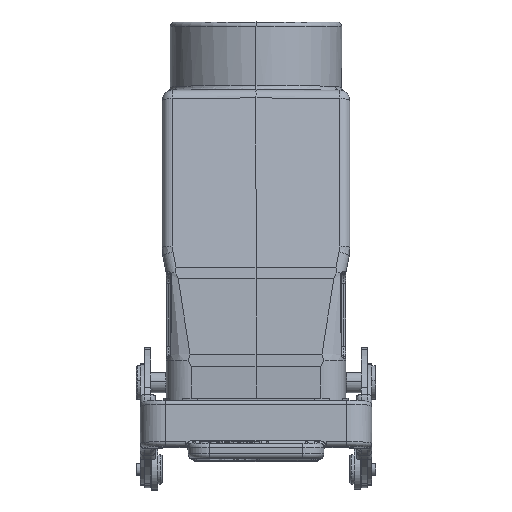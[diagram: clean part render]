
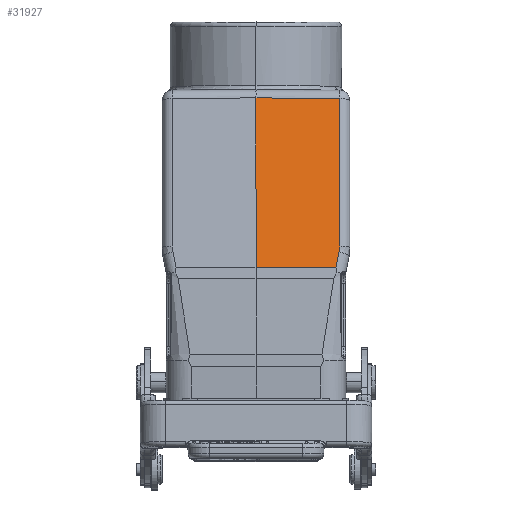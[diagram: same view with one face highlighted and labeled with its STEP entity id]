
A CAD part, top view. The second image highlights one B-rep face of the part: STEP entity #31927.
In plain terms, the highlighted planar face has unit normal (0.009, 0.19, 0.982).
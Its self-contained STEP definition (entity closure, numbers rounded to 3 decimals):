
#1309=DIRECTION('',(0.,0.982,-0.19));
#1310=VECTOR('',#1309,41.382);
#1311=CARTESIAN_POINT('',(0.,-21.241,
44.49));
#1312=LINE('',#1311,#1310);
#1313=DIRECTION('',(1.,-0.009,-0.007));
#1314=VECTOR('',#1313,20.023);
#1315=CARTESIAN_POINT('',(0.,19.39,
36.641));
#1316=LINE('',#1315,#1314);
#1317=CARTESIAN_POINT('',(20.022,-16.12,43.323));
#1318=CARTESIAN_POINT('',(20.022,-16.614,43.419));
#1319=CARTESIAN_POINT('',(19.973,-17.107,43.514));
#1320=CARTESIAN_POINT('',(19.876,-17.591,43.609));
#1322=DIRECTION('',(-0.193,-0.963,0.188));
#1323=VECTOR('',#1322,3.79);
#1324=CARTESIAN_POINT('',(19.876,-17.591,43.609));
#1325=LINE('',#1324,#1323);
#1326=DIRECTION('',(-1.,0.,0.009));
#1327=VECTOR('',#1326,19.147);
#1328=CARTESIAN_POINT('',(19.146,-21.241,44.32));
#1329=LINE('',#1328,#1327);
#20743=DIRECTION('',(0.,0.982,-0.19));
#20744=VECTOR('',#20743,35.988);
#20745=CARTESIAN_POINT('',(20.022,-16.12,
43.323));
#20746=LINE('',#20745,#20744);
#25271=CARTESIAN_POINT('',(19.876,-17.591,
43.609));
#25272=CARTESIAN_POINT('',(19.146,-21.241,
44.32));
#25273=VERTEX_POINT('',#25271);
#25274=VERTEX_POINT('',#25272);
#25278=CARTESIAN_POINT('',(0.,-21.241,
44.49));
#25279=CARTESIAN_POINT('',(0.,19.39,
36.641));
#25280=VERTEX_POINT('',#25278);
#25281=VERTEX_POINT('',#25279);
#25282=CARTESIAN_POINT('',(20.022,19.215,36.497));
#25283=VERTEX_POINT('',#25282);
#25284=CARTESIAN_POINT('',(20.022,-16.12,
43.323));
#25285=VERTEX_POINT('',#25284);
#31909=CARTESIAN_POINT('',(0.,-22.585,44.75));
#31910=DIRECTION('',(0.009,0.19,0.982));
#31911=DIRECTION('',(0.,-0.982,0.19));
#31912=AXIS2_PLACEMENT_3D('',#31909,#31910,#31911);
#31913=PLANE('',#31912);
#31915=ORIENTED_EDGE('',*,*,#31914,.T.);
#31917=ORIENTED_EDGE('',*,*,#31916,.T.);
#31919=ORIENTED_EDGE('',*,*,#31918,.F.);
#31921=ORIENTED_EDGE('',*,*,#31920,.T.);
#31922=ORIENTED_EDGE('',*,*,#31893,.T.);
#31924=ORIENTED_EDGE('',*,*,#31923,.T.);
#31925=EDGE_LOOP('',(#31915,#31917,#31919,#31921,#31922,#31924));
#31926=FACE_OUTER_BOUND('',#31925,.F.);
#31927=ADVANCED_FACE('',(#31926),#31913,.T.);
#1321=B_SPLINE_CURVE_WITH_KNOTS('',3,(#1317,#1318,#1319,#1320),.UNSPECIFIED.,
.F.,.F.,(4,4),(0.,1.),.UNSPECIFIED.);
#31893=EDGE_CURVE('',#25273,#25274,#1325,.T.);
#31914=EDGE_CURVE('',#25280,#25281,#1312,.T.);
#31916=EDGE_CURVE('',#25281,#25283,#1316,.T.);
#31918=EDGE_CURVE('',#25285,#25283,#20746,.T.);
#31920=EDGE_CURVE('',#25285,#25273,#1321,.T.);
#31923=EDGE_CURVE('',#25274,#25280,#1329,.T.);
